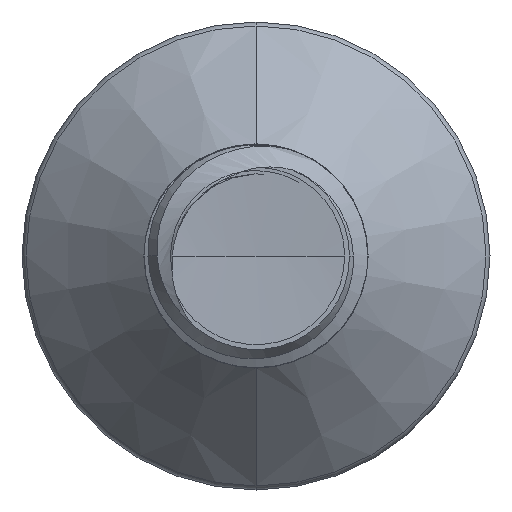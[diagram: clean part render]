
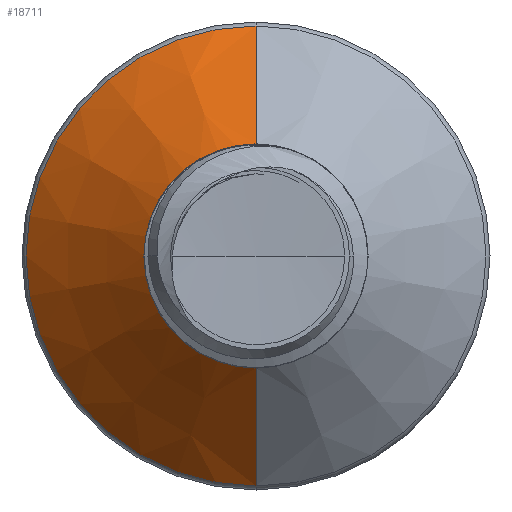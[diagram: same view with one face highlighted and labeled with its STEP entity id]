
A CAD part, front view. The second image highlights one B-rep face of the part: STEP entity #18711.
In plain terms, the highlighted conical face has half-angle 45 degrees and reference radius 0.803 mm.
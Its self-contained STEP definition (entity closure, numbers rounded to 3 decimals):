
#1593 = ORIENTED_EDGE ( 'NONE', *, *, #3663, .T. ) ;
#1963 = EDGE_LOOP ( 'NONE', ( #14517, #1593, #8250, #8911 ) ) ;
#2950 = VECTOR ( 'NONE', #12933, 1000. ) ;
#3177 = DIRECTION ( 'NONE',  ( 0., 0., 1. ) ) ;
#3228 = VECTOR ( 'NONE', #17484, 1000. ) ;
#3460 = EDGE_CURVE ( 'NONE', #12040, #8661, #5883, .T. ) ;
#3618 = DIRECTION ( 'NONE',  ( 0., 1., 0. ) ) ;
#3663 = EDGE_CURVE ( 'NONE', #10373, #12040, #17841, .T. ) ;
#4342 = VERTEX_POINT ( 'NONE', #18374 ) ;
#5883 = LINE ( 'NONE', #6570, #3228 ) ;
#6499 = CARTESIAN_POINT ( 'NONE',  ( 0., 5.32, 0. ) ) ;
#6570 = CARTESIAN_POINT ( 'NONE',  ( 0., 4.476, 0.803 ) ) ;
#7814 = DIRECTION ( 'NONE',  ( 0., 1., 0. ) ) ;
#8041 = AXIS2_PLACEMENT_3D ( 'NONE', #12992, #3618, #14539 ) ;
#8069 = DIRECTION ( 'NONE',  ( 0., 0., 1. ) ) ;
#8092 = LINE ( 'NONE', #12161, #2950 ) ;
#8250 = ORIENTED_EDGE ( 'NONE', *, *, #3460, .T. ) ;
#8661 = VERTEX_POINT ( 'NONE', #15850 ) ;
#8911 = ORIENTED_EDGE ( 'NONE', *, *, #15362, .F. ) ;
#9392 = CARTESIAN_POINT ( 'NONE',  ( 0., 4.476, 0. ) ) ;
#10373 = VERTEX_POINT ( 'NONE', #10914 ) ;
#10914 = CARTESIAN_POINT ( 'NONE',  ( 0., 4.476, -0.803 ) ) ;
#12040 = VERTEX_POINT ( 'NONE', #19155 ) ;
#12161 = CARTESIAN_POINT ( 'NONE',  ( 0., 4.476, -0.803 ) ) ;
#12628 = EDGE_CURVE ( 'NONE', #10373, #4342, #8092, .T. ) ;
#12933 = DIRECTION ( 'NONE',  ( 0., 0.707, -0.707 ) ) ;
#12992 = CARTESIAN_POINT ( 'NONE',  ( 0., 4.476, 0. ) ) ;
#13450 = CONICAL_SURFACE ( 'NONE', #19886, 0.803, 0.785 ) ;
#14517 = ORIENTED_EDGE ( 'NONE', *, *, #12628, .F. ) ;
#14539 = DIRECTION ( 'NONE',  ( 0., 0., 1. ) ) ;
#15362 = EDGE_CURVE ( 'NONE', #4342, #8661, #18562, .T. ) ;
#15850 = CARTESIAN_POINT ( 'NONE',  ( 0., 5.32, 1.646 ) ) ;
#17405 = DIRECTION ( 'NONE',  ( 0., 1., 0. ) ) ;
#17484 = DIRECTION ( 'NONE',  ( 0., 0.707, 0.707 ) ) ;
#17841 = CIRCLE ( 'NONE', #8041, 0.803 ) ;
#17951 = AXIS2_PLACEMENT_3D ( 'NONE', #6499, #17405, #8069 ) ;
#18374 = CARTESIAN_POINT ( 'NONE',  ( 0., 5.32, -1.646 ) ) ;
#18546 = FACE_OUTER_BOUND ( 'NONE', #1963, .T. ) ;
#18562 = CIRCLE ( 'NONE', #17951, 1.646 ) ;
#18711 = ADVANCED_FACE ( 'NONE', ( #18546 ), #13450, .T. ) ;
#19155 = CARTESIAN_POINT ( 'NONE',  ( 0., 4.476, 0.803 ) ) ;
#19886 = AXIS2_PLACEMENT_3D ( 'NONE', #9392, #7814, #3177 ) ;
